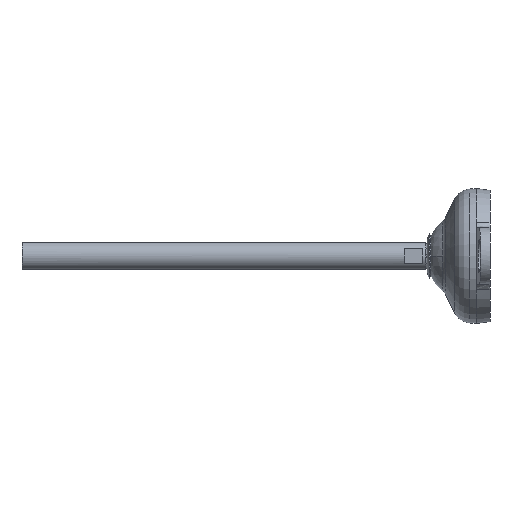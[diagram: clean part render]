
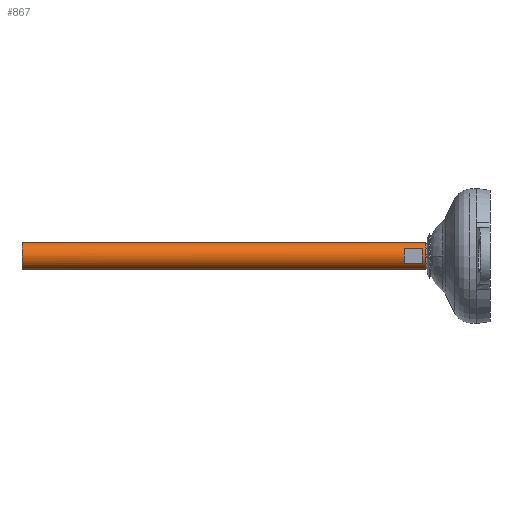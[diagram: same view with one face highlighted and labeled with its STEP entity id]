
A CAD part, left-side view. The second image highlights one B-rep face of the part: STEP entity #867.
In plain terms, the highlighted cylindrical face has radius 6 mm (diameter 12 mm), a partial arc.
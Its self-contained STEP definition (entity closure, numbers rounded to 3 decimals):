
#16 = ORIENTED_EDGE ( 'NONE', *, *, #800, .T. ) ;
#34 = ORIENTED_EDGE ( 'NONE', *, *, #1593, .T. ) ;
#74 = CIRCLE ( 'NONE', #971, 6. ) ;
#109 = EDGE_LOOP ( 'NONE', ( #468, #34, #16, #1558 ) ) ;
#111 = CARTESIAN_POINT ( 'NONE',  ( 0., 30., 0. ) ) ;
#131 = VERTEX_POINT ( 'NONE', #307 ) ;
#153 = CARTESIAN_POINT ( 'NONE',  ( -5., 38., -3.317 ) ) ;
#192 = VERTEX_POINT ( 'NONE', #1368 ) ;
#224 = DIRECTION ( 'NONE',  ( 0., 0., -1. ) ) ;
#233 = DIRECTION ( 'NONE',  ( 0., 0., -1. ) ) ;
#253 = DIRECTION ( 'NONE',  ( 0., 0., -1. ) ) ;
#288 = FACE_OUTER_BOUND ( 'NONE', #109, .T. ) ;
#307 = CARTESIAN_POINT ( 'NONE',  ( -5., 30., -3.317 ) ) ;
#309 = EDGE_LOOP ( 'NONE', ( #1263, #1080, #1070, #1259 ) ) ;
#314 = CIRCLE ( 'NONE', #815, 6. ) ;
#349 = AXIS2_PLACEMENT_3D ( 'NONE', #111, #895, #224 ) ;
#364 = DIRECTION ( 'NONE',  ( 0., 0., 1. ) ) ;
#429 = DIRECTION ( 'NONE',  ( 0., 1., 0. ) ) ;
#468 = ORIENTED_EDGE ( 'NONE', *, *, #1248, .F. ) ;
#486 = DIRECTION ( 'NONE',  ( 0., -1., 0. ) ) ;
#487 = VECTOR ( 'NONE', #1307, 1000. ) ;
#488 = CIRCLE ( 'NONE', #1478, 6. ) ;
#509 = CARTESIAN_POINT ( 'NONE',  ( -5., 0., 3.317 ) ) ;
#631 = CARTESIAN_POINT ( 'NONE',  ( -5., 38., 3.317 ) ) ;
#641 = VERTEX_POINT ( 'NONE', #1011 ) ;
#649 = DIRECTION ( 'NONE',  ( 0., -1., 0. ) ) ;
#657 = LINE ( 'NONE', #942, #679 ) ;
#679 = VECTOR ( 'NONE', #649, 1000. ) ;
#698 = VERTEX_POINT ( 'NONE', #1531 ) ;
#716 = CARTESIAN_POINT ( 'NONE',  ( -5., 0., -3.317 ) ) ;
#730 = VECTOR ( 'NONE', #1060, 1000. ) ;
#780 = EDGE_CURVE ( 'NONE', #1487, #641, #74, .T. ) ;
#781 = EDGE_CURVE ( 'NONE', #192, #131, #1595, .T. ) ;
#800 = EDGE_CURVE ( 'NONE', #1506, #641, #1032, .T. ) ;
#815 = AXIS2_PLACEMENT_3D ( 'NONE', #1309, #1200, #253 ) ;
#835 = VERTEX_POINT ( 'NONE', #631 ) ;
#867 = ADVANCED_FACE ( 'NONE', ( #288, #945 ), #1491, .T. ) ;
#880 = CARTESIAN_POINT ( 'NONE',  ( 0., 208., -6. ) ) ;
#895 = DIRECTION ( 'NONE',  ( 0., -1., 0. ) ) ;
#912 = VECTOR ( 'NONE', #429, 1000. ) ;
#942 = CARTESIAN_POINT ( 'NONE',  ( 0., 0., 6. ) ) ;
#945 = FACE_BOUND ( 'NONE', #309, .T. ) ;
#971 = AXIS2_PLACEMENT_3D ( 'NONE', #1581, #486, #233 ) ;
#1011 = CARTESIAN_POINT ( 'NONE',  ( 0., 28.5, -6. ) ) ;
#1032 = LINE ( 'NONE', #1574, #487 ) ;
#1060 = DIRECTION ( 'NONE',  ( 0., -1., 0. ) ) ;
#1070 = ORIENTED_EDGE ( 'NONE', *, *, #1651, .T. ) ;
#1073 = CARTESIAN_POINT ( 'NONE',  ( 0., 0., 0. ) ) ;
#1080 = ORIENTED_EDGE ( 'NONE', *, *, #1153, .T. ) ;
#1093 = DIRECTION ( 'NONE',  ( 0., 0., -1. ) ) ;
#1153 = EDGE_CURVE ( 'NONE', #1288, #835, #488, .T. ) ;
#1200 = DIRECTION ( 'NONE',  ( 0., -1., 0. ) ) ;
#1244 = LINE ( 'NONE', #716, #912 ) ;
#1248 = EDGE_CURVE ( 'NONE', #698, #1487, #657, .T. ) ;
#1259 = ORIENTED_EDGE ( 'NONE', *, *, #781, .T. ) ;
#1263 = ORIENTED_EDGE ( 'NONE', *, *, #1351, .T. ) ;
#1288 = VERTEX_POINT ( 'NONE', #153 ) ;
#1307 = DIRECTION ( 'NONE',  ( 0., -1., 0. ) ) ;
#1309 = CARTESIAN_POINT ( 'NONE',  ( 0., 208., 0. ) ) ;
#1335 = AXIS2_PLACEMENT_3D ( 'NONE', #1073, #1610, #1093 ) ;
#1351 = EDGE_CURVE ( 'NONE', #131, #1288, #1244, .T. ) ;
#1368 = CARTESIAN_POINT ( 'NONE',  ( -5., 30., 3.317 ) ) ;
#1473 = DIRECTION ( 'NONE',  ( 0., 1., 0. ) ) ;
#1478 = AXIS2_PLACEMENT_3D ( 'NONE', #1717, #1473, #364 ) ;
#1487 = VERTEX_POINT ( 'NONE', #1552 ) ;
#1491 = CYLINDRICAL_SURFACE ( 'NONE', #1335, 6. ) ;
#1506 = VERTEX_POINT ( 'NONE', #880 ) ;
#1531 = CARTESIAN_POINT ( 'NONE',  ( 0., 208., 6. ) ) ;
#1552 = CARTESIAN_POINT ( 'NONE',  ( 0., 28.5, 6. ) ) ;
#1558 = ORIENTED_EDGE ( 'NONE', *, *, #780, .F. ) ;
#1574 = CARTESIAN_POINT ( 'NONE',  ( 0., 0., -6. ) ) ;
#1581 = CARTESIAN_POINT ( 'NONE',  ( 0., 28.5, 0. ) ) ;
#1583 = LINE ( 'NONE', #509, #730 ) ;
#1593 = EDGE_CURVE ( 'NONE', #698, #1506, #314, .T. ) ;
#1595 = CIRCLE ( 'NONE', #349, 6. ) ;
#1610 = DIRECTION ( 'NONE',  ( 0., -1., 0. ) ) ;
#1651 = EDGE_CURVE ( 'NONE', #835, #192, #1583, .T. ) ;
#1717 = CARTESIAN_POINT ( 'NONE',  ( 0., 38., 0. ) ) ;
